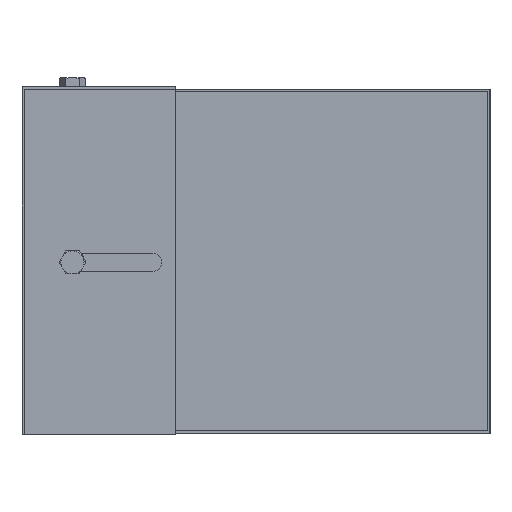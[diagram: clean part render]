
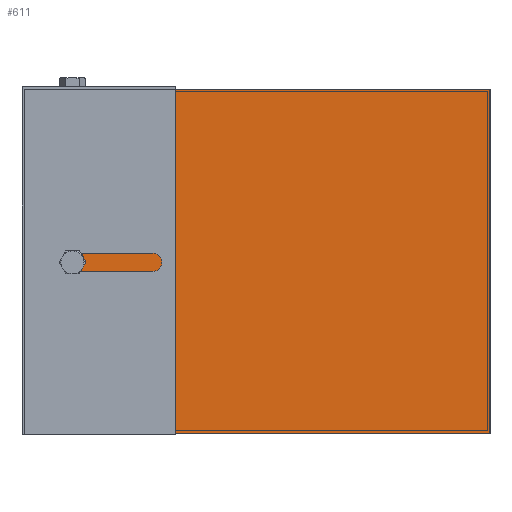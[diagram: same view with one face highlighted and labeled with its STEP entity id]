
A CAD part, left-side view. The second image highlights one B-rep face of the part: STEP entity #611.
In plain terms, the highlighted planar face has unit normal (-1, 0, 0).
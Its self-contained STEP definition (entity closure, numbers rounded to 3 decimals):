
#20 = EDGE_CURVE ( 'NONE', #1669, #3008, #791, .T. ) ;
#176 = VECTOR ( 'NONE', #2955, 1000. ) ;
#181 = LINE ( 'NONE', #2956, #176 ) ;
#264 = LINE ( 'NONE', #1102, #2446 ) ;
#345 = FACE_OUTER_BOUND ( 'NONE', #1261, .T. ) ;
#354 = FACE_BOUND ( 'NONE', #1151, .T. ) ;
#533 = PLANE ( 'NONE',  #2454 ) ;
#589 = DIRECTION ( 'NONE',  ( 0., 0., -1. ) ) ;
#611 = ADVANCED_FACE ( 'NONE', ( #354, #345 ), #533, .F. ) ;
#626 = CARTESIAN_POINT ( 'NONE',  ( -150., 1., -150. ) ) ;
#684 = DIRECTION ( 'NONE',  ( 1., 0., 0. ) ) ;
#772 = VECTOR ( 'NONE', #2691, 1000. ) ;
#777 = CIRCLE ( 'NONE', #914, 3. ) ;
#791 = LINE ( 'NONE', #2663, #772 ) ;
#794 = EDGE_CURVE ( 'NONE', #1591, #942, #181, .T. ) ;
#914 = AXIS2_PLACEMENT_3D ( 'NONE', #965, #959, #952 ) ;
#942 = VERTEX_POINT ( 'NONE', #2549 ) ;
#952 = DIRECTION ( 'NONE',  ( 0., 0., -1. ) ) ;
#959 = DIRECTION ( 'NONE',  ( 1., 0., 0. ) ) ;
#965 = CARTESIAN_POINT ( 'NONE',  ( -150., 182., -75. ) ) ;
#1000 = AXIS2_PLACEMENT_3D ( 'NONE', #2659, #2646, #2633 ) ;
#1102 = CARTESIAN_POINT ( 'NONE',  ( -150., 0., -150. ) ) ;
#1137 = DIRECTION ( 'NONE',  ( 0., 0., 1. ) ) ;
#1144 = VERTEX_POINT ( 'NONE', #2039 ) ;
#1151 = EDGE_LOOP ( 'NONE', ( #2106, #2105 ) ) ;
#1179 = ORIENTED_EDGE ( 'NONE', *, *, #794, .T. ) ;
#1261 = EDGE_LOOP ( 'NONE', ( #2104, #2103, #2100, #1179 ) ) ;
#1415 = DIRECTION ( 'NONE',  ( 0., 0., 1. ) ) ;
#1431 = CARTESIAN_POINT ( 'NONE',  ( -150., 200., -150. ) ) ;
#1455 = CARTESIAN_POINT ( 'NONE',  ( -150., 182., -72. ) ) ;
#1467 = CARTESIAN_POINT ( 'NONE',  ( -150., 200., 0. ) ) ;
#1584 = CARTESIAN_POINT ( 'NONE',  ( -150., 200., -150. ) ) ;
#1591 = VERTEX_POINT ( 'NONE', #1584 ) ;
#1669 = VERTEX_POINT ( 'NONE', #1467 ) ;
#1682 = VERTEX_POINT ( 'NONE', #1455 ) ;
#1914 = LINE ( 'NONE', #1431, #2782 ) ;
#2039 = CARTESIAN_POINT ( 'NONE',  ( -150., 182., -78. ) ) ;
#2100 = ORIENTED_EDGE ( 'NONE', *, *, #3079, .F. ) ;
#2103 = ORIENTED_EDGE ( 'NONE', *, *, #20, .F. ) ;
#2104 = ORIENTED_EDGE ( 'NONE', *, *, #3135, .T. ) ;
#2105 = ORIENTED_EDGE ( 'NONE', *, *, #3159, .T. ) ;
#2106 = ORIENTED_EDGE ( 'NONE', *, *, #2929, .T. ) ;
#2149 = CARTESIAN_POINT ( 'NONE',  ( -150., 0., 0. ) ) ;
#2446 = VECTOR ( 'NONE', #1137, 1000. ) ;
#2454 = AXIS2_PLACEMENT_3D ( 'NONE', #626, #684, #589 ) ;
#2549 = CARTESIAN_POINT ( 'NONE',  ( -150., 0., -150. ) ) ;
#2633 = DIRECTION ( 'NONE',  ( 0., 0., -1. ) ) ;
#2646 = DIRECTION ( 'NONE',  ( 1., 0., 0. ) ) ;
#2659 = CARTESIAN_POINT ( 'NONE',  ( -150., 182., -75. ) ) ;
#2663 = CARTESIAN_POINT ( 'NONE',  ( -150., 1., 0. ) ) ;
#2691 = DIRECTION ( 'NONE',  ( 0., -1., 0. ) ) ;
#2782 = VECTOR ( 'NONE', #1415, 1000. ) ;
#2929 = EDGE_CURVE ( 'NONE', #1144, #1682, #3175, .T. ) ;
#2955 = DIRECTION ( 'NONE',  ( 0., -1., 0. ) ) ;
#2956 = CARTESIAN_POINT ( 'NONE',  ( -150., 1., -150. ) ) ;
#3008 = VERTEX_POINT ( 'NONE', #2149 ) ;
#3079 = EDGE_CURVE ( 'NONE', #1591, #1669, #1914, .T. ) ;
#3135 = EDGE_CURVE ( 'NONE', #942, #3008, #264, .T. ) ;
#3159 = EDGE_CURVE ( 'NONE', #1682, #1144, #777, .T. ) ;
#3175 = CIRCLE ( 'NONE', #1000, 3. ) ;
